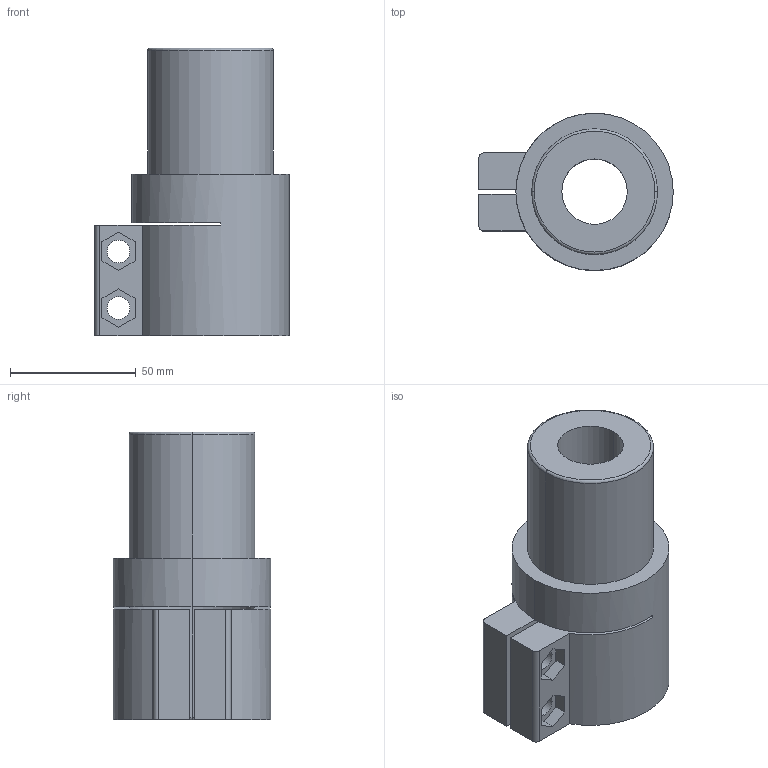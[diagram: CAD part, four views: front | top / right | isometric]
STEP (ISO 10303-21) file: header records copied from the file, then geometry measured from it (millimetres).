
FILE_DESCRIPTION (( 'STEP AP214' ), '1' );
FILE_NAME ('Prolongateur.STEP', '2021-11-24T21:49:46', ( '' ), ( '' ), 'SwSTEP 2.0', 'SolidWorks 2020', '' );
FILE_SCHEMA (( 'AUTOMOTIVE_DESIGN' ));
Length unit declared in the file: millimetre
Products named in the file (1): Prolongateur
Bounding box: 77.25 x 62.5 x 114.25 mm (x, y, z)
Volume: 165194.4 mm3; surface area: 45737.8 mm2
Topology: 1 solids, 1 shells, 57 faces, 153 edges, 101 vertices
Faces by surface type: plane 31, cylinder 22, torus 4
Entity records: 1872 total; most frequent: CARTESIAN_POINT 334, DIRECTION 326, ORIENTED_EDGE 306, EDGE_CURVE 153, AXIS2_PLACEMENT_3D 119, VERTEX_POINT 101, VECTOR 88, LINE 88
